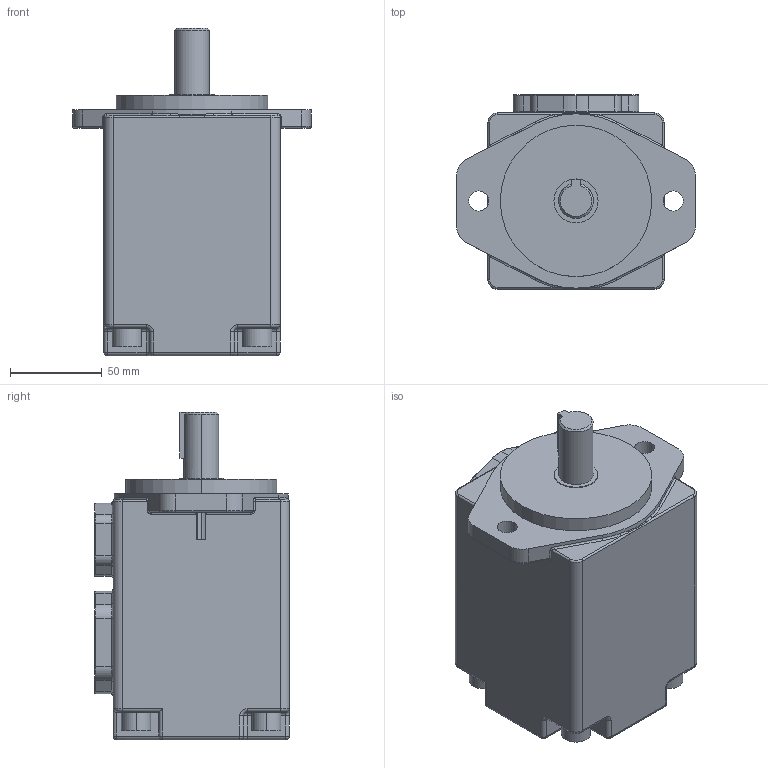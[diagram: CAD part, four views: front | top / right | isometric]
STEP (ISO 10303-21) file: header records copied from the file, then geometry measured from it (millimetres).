
FILE_DESCRIPTION (( 'STEP AP214' ), '1' );
FILE_NAME ('PV2R1.STEP', '2019-12-03T12:58:18', ( '' ), ( '' ), 'SwSTEP 2.0', 'SolidWorks 2019', '' );
FILE_SCHEMA (( 'AUTOMOTIVE_DESIGN' ));
Length unit declared in the file: millimetre
Products named in the file (1): PV2R1
Bounding box: 130 x 106 x 178.5 mm (x, y, z)
Volume: 1299104.9 mm3; surface area: 86419 mm2
Topology: 1 solids, 1 shells, 344 faces, 815 edges, 467 vertices
Faces by surface type: cylinder 153, plane 87, torus 54, bspline 20, cone 19, sphere 11
Entity records: 10526 total; most frequent: CARTESIAN_POINT 2473, DIRECTION 1763, ORIENTED_EDGE 1576, EDGE_CURVE 788, AXIS2_PLACEMENT_3D 693, VERTEX_POINT 467, LINE 377, VECTOR 377
